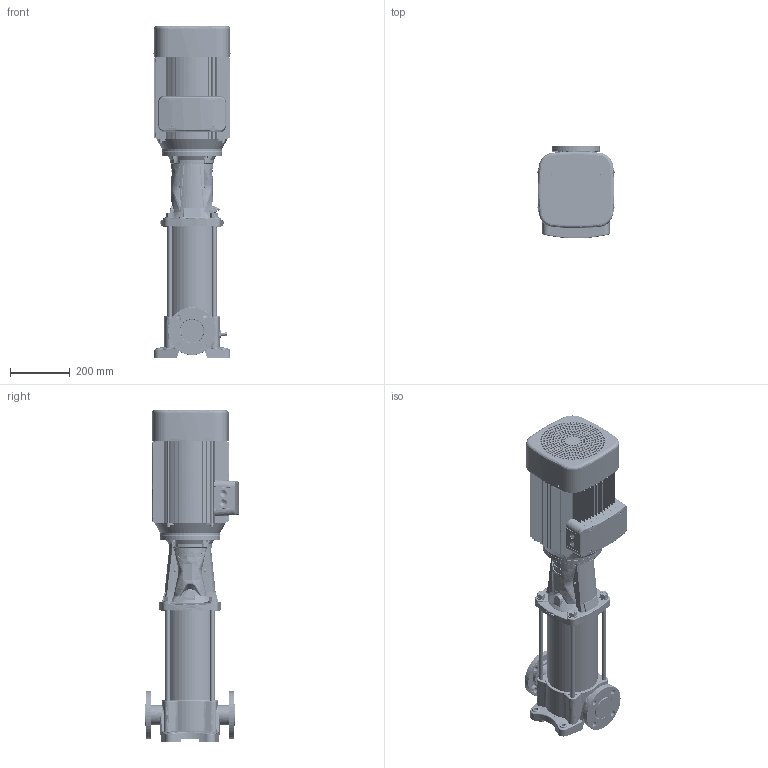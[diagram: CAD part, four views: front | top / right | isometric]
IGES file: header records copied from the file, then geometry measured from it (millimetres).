
Global section: file name: 015P2223 (RMV 15-7F); native system: AutoCAD 2021 — Русский (Russian),62HAutod; preprocessor: esk Translation Framework DWG producer (atf_dwg_producer); organization: unknown; date: 20230903.225802; units: millimetre
Bounding box: 260 x 312.61 x 1112.5 mm (x, y, z)
Volume: 28034030.8 mm3; surface area: 2301429.9 mm2
Topology: 59 solids, 61 shells, 4402 faces, 16927 edges, 13390 vertices
Faces by surface type: bspline 4262, revolution 140
